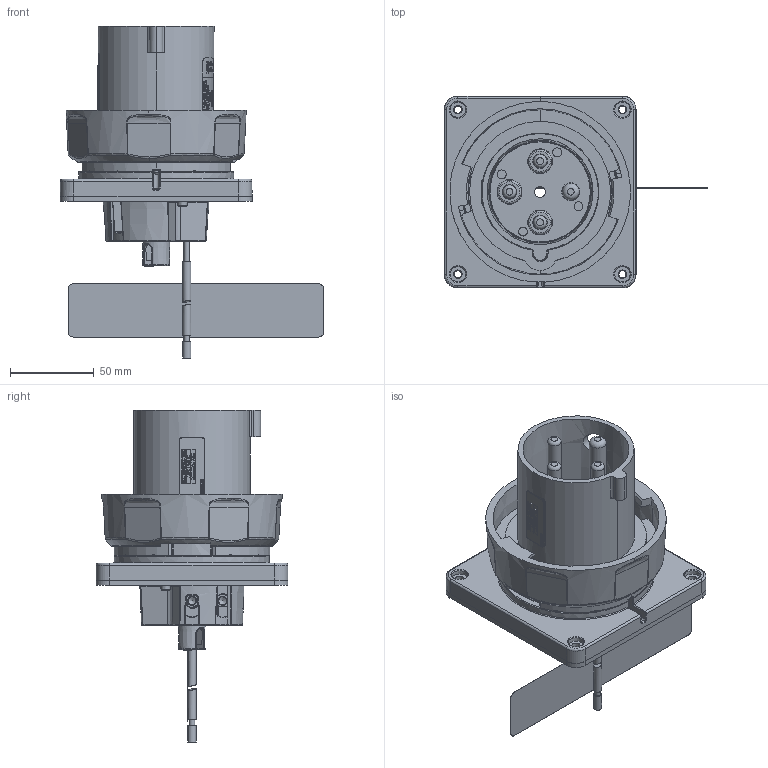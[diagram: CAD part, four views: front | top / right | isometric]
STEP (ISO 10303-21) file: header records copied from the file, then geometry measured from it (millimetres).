
FILE_DESCRIPTION (( 'STEP AP214' ), '1' );
FILE_NAME ('ORB6403-M09 460B9WLEV.STEP', '2023-04-04T15:59:39', ( '' ), ( '' ), 'SwSTEP 2.0', 'SolidWorks 2020', '' );
FILE_SCHEMA (( 'AUTOMOTIVE_DESIGN' ));
Length unit declared in the file: inch
Products named in the file (1): ORB6403-M09   460B9WLEV
Bounding box: 157.04 x 114.3 x 197.81 mm (x, y, z)
Volume: 352683.1 mm3; surface area: 235726.8 mm2
Topology: 24 solids, 25 shells, 4931 faces, 11957 edges, 7123 vertices
Faces by surface type: plane 1642, bspline 1500, cylinder 1099, sphere 266, cone 246, torus 178
Full cylindrical faces by diameter (mm): 1.016 x4, 2.362 x1, 2.539 x2, 3.175 x2, 3.302 x3, 3.988 x1, 4.318 x4, 4.775 x3, 5.334 x4, 5.461 x1, 8.001 x3, 8.433 x8, 10 x1, 69.926 x1, 77.343 x1, 80.01 x3
Entity records: 282776 total; most frequent: CARTESIAN_POINT 118040, ORIENTED_EDGE 23058, DIRECTION 17143, EDGE_CURVE 11529, VERTEX_POINT 7061, AXIS2_PLACEMENT_3D 6042, EDGE_LOOP 5408, LINE 5059
